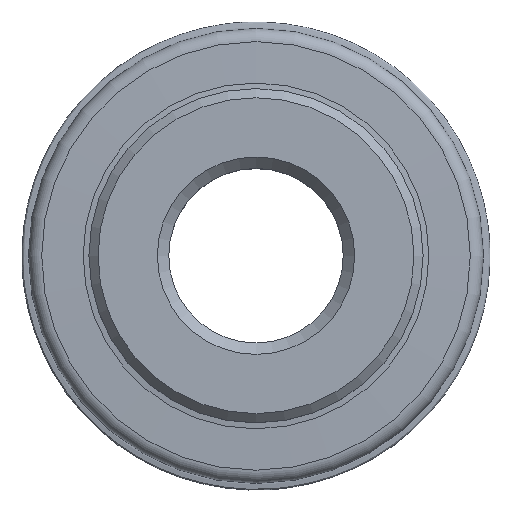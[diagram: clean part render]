
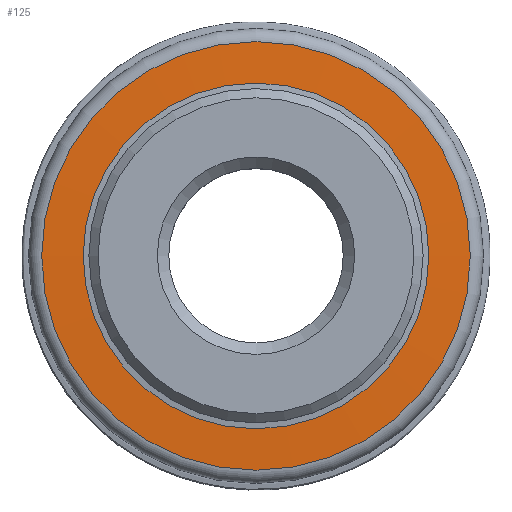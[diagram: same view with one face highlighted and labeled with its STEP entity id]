
A CAD part, top view. The second image highlights one B-rep face of the part: STEP entity #125.
In plain terms, the highlighted conical face has half-angle 88 degrees and reference radius 31 mm.
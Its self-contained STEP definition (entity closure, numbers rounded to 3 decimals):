
#115=CONICAL_SURFACE('',#502,31.,88.);
#125=ADVANCED_FACE('',(#156,#157),#115,.T.);
#156=FACE_BOUND('',#203,.T.);
#157=FACE_BOUND('',#204,.T.);
#203=EDGE_LOOP('',(#249));
#204=EDGE_LOOP('',(#250));
#249=ORIENTED_EDGE('',*,*,#318,.T.);
#250=ORIENTED_EDGE('',*,*,#319,.T.);
#294=VERTEX_POINT('',#707);
#295=VERTEX_POINT('',#709);
#318=EDGE_CURVE('',#294,#294,#341,.T.);
#319=EDGE_CURVE('',#295,#295,#342,.T.);
#341=CIRCLE('',#500,46.805);
#342=CIRCLE('',#501,37.756);
#500=AXIS2_PLACEMENT_3D('',#706,#585,#586);
#501=AXIS2_PLACEMENT_3D('',#708,#587,#588);
#502=AXIS2_PLACEMENT_3D('',#710,#589,#590);
#585=DIRECTION('',(0.,0.,1.));
#586=DIRECTION('',(1.,0.,0.));
#587=DIRECTION('',(0.,0.,-1.));
#588=DIRECTION('',(-1.,0.,0.));
#589=DIRECTION('',(0.,0.,-1.));
#590=DIRECTION('',(-1.,0.,0.));
#706=CARTESIAN_POINT('',(0.,0.,-30.199));
#707=CARTESIAN_POINT('',(46.805,0.,-30.199));
#708=CARTESIAN_POINT('',(0.,0.,-29.883));
#709=CARTESIAN_POINT('',(-37.756,0.,-29.883));
#710=CARTESIAN_POINT('',(0.,0.,-29.647));
